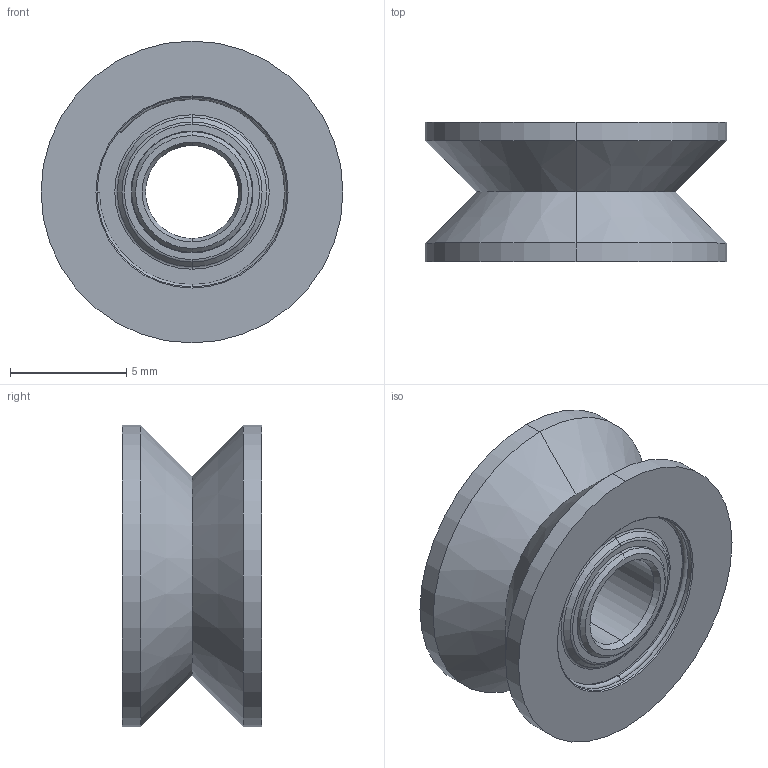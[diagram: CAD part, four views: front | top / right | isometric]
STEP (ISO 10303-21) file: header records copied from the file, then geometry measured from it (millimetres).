
FILE_DESCRIPTION (( 'STEP AP203' ), '1' );
FILE_NAME ('1609-0613-0004.STEP', '2018-02-12T17:08:58', ( '' ), ( '' ), 'SwSTEP 2.0', 'SolidWorks 2016', '' );
FILE_SCHEMA (( 'CONFIG_CONTROL_DESIGN' ));
Length unit declared in the file: millimetre
Products named in the file (1): 1609-0613-0004
Bounding box: 13 x 6 x 13 mm (x, y, z)
Volume: 513.2 mm3; surface area: 709.4 mm2
Topology: 3 solids, 3 shells, 82 faces, 164 edges, 98 vertices
Faces by surface type: cone 24, cylinder 22, torus 20, plane 16
Entity records: 2239 total; most frequent: DIRECTION 440, CARTESIAN_POINT 365, ORIENTED_EDGE 328, AXIS2_PLACEMENT_3D 197, EDGE_CURVE 164, CIRCLE 114, VERTEX_POINT 98, EDGE_LOOP 94
